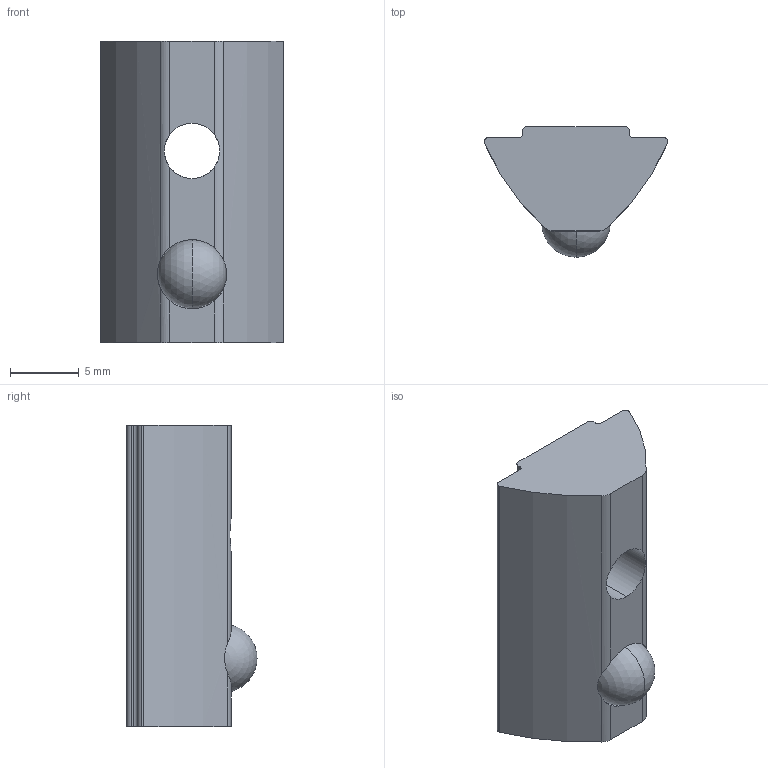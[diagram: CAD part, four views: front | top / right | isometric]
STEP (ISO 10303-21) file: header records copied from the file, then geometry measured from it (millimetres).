
FILE_DESCRIPTION (( 'STEP AP203' ), '1' );
FILE_NAME ('162996.step', '2023-01-11T15:40:40', ( '' ), ( '' ), 'SwSTEP 2.0', 'SolidWorks 2021', '' );
FILE_SCHEMA (( 'CONFIG_CONTROL_DESIGN' ));
Length unit declared in the file: inch
Products named in the file (1): 162996
Bounding box: 13.4 x 9.5 x 22 mm (x, y, z)
Volume: 1423.7 mm3; surface area: 1156.4 mm2
Topology: 2 solids, 2 shells, 31 faces, 94 edges, 62 vertices
Faces by surface type: cylinder 17, plane 10, sphere 2, cone 2
Entity records: 1144 total; most frequent: CARTESIAN_POINT 234, DIRECTION 181, ORIENTED_EDGE 174, EDGE_CURVE 87, AXIS2_PLACEMENT_3D 70, VERTEX_POINT 59, VECTOR 41, LINE 41
